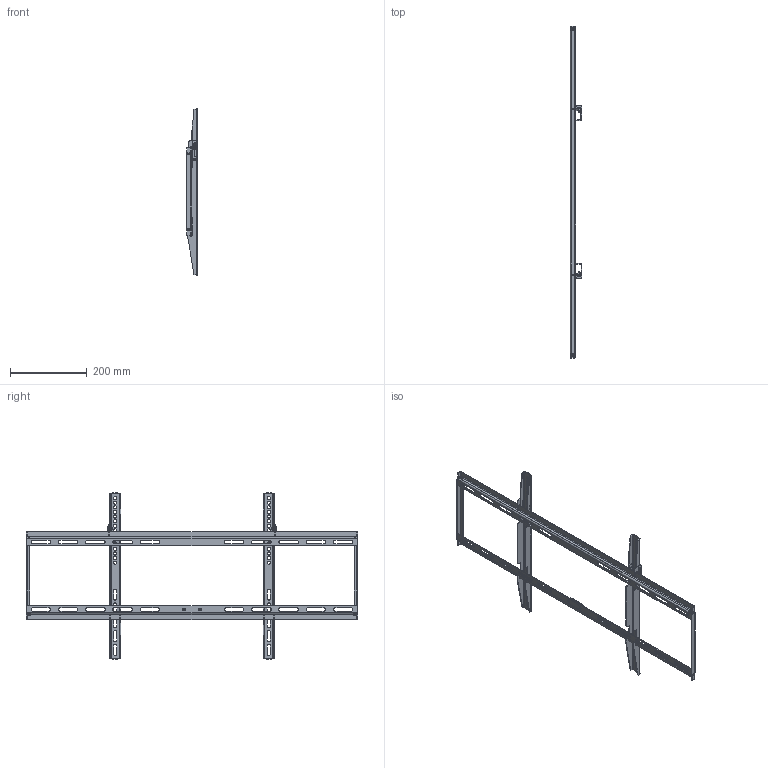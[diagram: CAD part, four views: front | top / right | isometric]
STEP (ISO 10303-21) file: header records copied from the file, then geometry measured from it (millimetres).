
FILE_DESCRIPTION((''),'2;1');
FILE_NAME('PF148-Z01_ASM','2019-02-22T09:56:31',('admin'),(''),'CREO PARAMETRIC BY PTC INC, 2017380','CREO PARAMETRIC BY PTC INC, 2017380','');
FILE_SCHEMA(('CONFIG_CONTROL_DESIGN'));
Length unit declared in the file: millimetre
Products named in the file (18): PF168-L001; PF168-L003; PF168-L002; M5X10-GB823-1988; PF168-B01_ASM; PF148-L001-R; PLB-11-L003; M5WASHER; M5X10-SCREW; PF148-B01-R_ASM; PF148-L001-L; PLB-11-L003-2; PF148-B01-L_ASM; SPYWAIKE; GRADIENTER; SPY_ASM; GBT846-1985; PF148-Z01_ASM
Assembly tree (28 placements, depth 3):
  PF148-Z01_ASM
    PF168-B01_ASM
      PF168-L001
      PF168-L003
      PF168-L002  x2
      M5X10-GB823-1988  x4
    PF148-B01-R_ASM
      PF148-L001-R
      PLB-11-L003
      M5WASHER  x2
      M5X10-SCREW  x2
    PF148-B01-L_ASM
      PF148-L001-L
      M5WASHER  x2
      M5X10-SCREW  x2
      PLB-11-L003-2
    SPY_ASM
      SPYWAIKE
      GRADIENTER
    GBT846-1985  x2
Bounding box: 30.25 x 864 x 435 mm (x, y, z)
Volume: 267159.6 mm3; surface area: 289948.6 mm2
Topology: 24 solids, 28 shells, 1246 faces, 3168 edges, 1986 vertices
Faces by surface type: cylinder 459, plane 447, bspline 236, torus 52, cone 32, sphere 20
Entity records: 32087 total; most frequent: CARTESIAN_POINT 13018, DIRECTION 3900, ORIENTED_EDGE 3872, EDGE_CURVE 1940, AXIS2_PLACEMENT_3D 1426, VERTEX_POINT 1207, VECTOR 1048, LINE 1048
